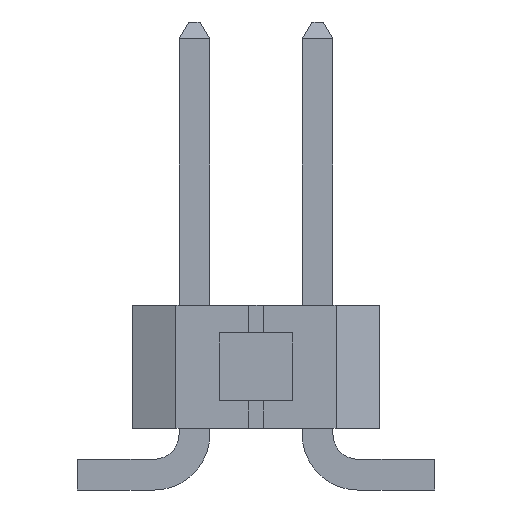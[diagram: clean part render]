
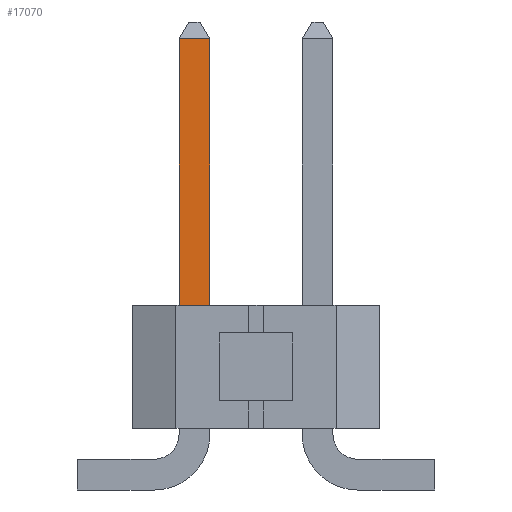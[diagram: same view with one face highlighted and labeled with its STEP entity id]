
A CAD part, left-side view. The second image highlights one B-rep face of the part: STEP entity #17070.
In plain terms, the highlighted planar face has unit normal (-1, 0, 0).
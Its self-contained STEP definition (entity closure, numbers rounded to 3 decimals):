
#609 = ORIENTED_EDGE ( 'NONE', *, *, #19830, .T. ) ;
#1308 = CARTESIAN_POINT ( 'NONE',  ( -13.018, 1.588, 9.304 ) ) ;
#1758 = PLANE ( 'NONE',  #30609 ) ;
#1880 = CARTESIAN_POINT ( 'NONE',  ( -13.018, 2.098, 1.145 ) ) ;
#3758 = ORIENTED_EDGE ( 'NONE', *, *, #29510, .F. ) ;
#4180 = VERTEX_POINT ( 'NONE', #17886 ) ;
#5956 = CARTESIAN_POINT ( 'NONE',  ( -13.018, 0.953, 1.145 ) ) ;
#6188 = EDGE_CURVE ( 'NONE', #4180, #18697, #13938, .T. ) ;
#6611 = DIRECTION ( 'NONE',  ( 0., 1., 0. ) ) ;
#7079 = VERTEX_POINT ( 'NONE', #1308 ) ;
#7198 = LINE ( 'NONE', #16534, #20216 ) ;
#7299 = LINE ( 'NONE', #5956, #24918 ) ;
#8827 = DIRECTION ( 'NONE',  ( 0., 0., 1. ) ) ;
#10450 = ORIENTED_EDGE ( 'NONE', *, *, #16763, .F. ) ;
#12006 = CARTESIAN_POINT ( 'NONE',  ( -13.018, 2.098, 9.304 ) ) ;
#12047 = EDGE_LOOP ( 'NONE', ( #3758, #609, #10450, #21384 ) ) ;
#13837 = FACE_OUTER_BOUND ( 'NONE', #12047, .T. ) ;
#13938 = LINE ( 'NONE', #20825, #25287 ) ;
#15457 = DIRECTION ( 'NONE',  ( 1., 0., 0. ) ) ;
#16534 = CARTESIAN_POINT ( 'NONE',  ( -13.018, 1.588, 9.65 ) ) ;
#16763 = EDGE_CURVE ( 'NONE', #18697, #7079, #7198, .T. ) ;
#17070 = ADVANCED_FACE ( 'NONE', ( #13837 ), #1758, .F. ) ;
#17329 = VECTOR ( 'NONE', #6611, 1000. ) ;
#17886 = CARTESIAN_POINT ( 'NONE',  ( -13.018, 0.953, 3.81 ) ) ;
#18697 = VERTEX_POINT ( 'NONE', #31126 ) ;
#19830 = EDGE_CURVE ( 'NONE', #30388, #7079, #30801, .T. ) ;
#20216 = VECTOR ( 'NONE', #8827, 1000. ) ;
#20799 = CARTESIAN_POINT ( 'NONE',  ( -13.018, 0.953, 9.304 ) ) ;
#20825 = CARTESIAN_POINT ( 'NONE',  ( -13.018, 0., 3.81 ) ) ;
#21384 = ORIENTED_EDGE ( 'NONE', *, *, #6188, .F. ) ;
#24918 = VECTOR ( 'NONE', #32583, 1000. ) ;
#25287 = VECTOR ( 'NONE', #31930, 1000. ) ;
#28598 = DIRECTION ( 'NONE',  ( 0., 0., -1. ) ) ;
#29510 = EDGE_CURVE ( 'NONE', #30388, #4180, #7299, .T. ) ;
#30388 = VERTEX_POINT ( 'NONE', #20799 ) ;
#30609 = AXIS2_PLACEMENT_3D ( 'NONE', #1880, #15457, #28598 ) ;
#30801 = LINE ( 'NONE', #12006, #17329 ) ;
#31126 = CARTESIAN_POINT ( 'NONE',  ( -13.018, 1.588, 3.81 ) ) ;
#31930 = DIRECTION ( 'NONE',  ( 0., 1., 0. ) ) ;
#32583 = DIRECTION ( 'NONE',  ( 0., 0., -1. ) ) ;
